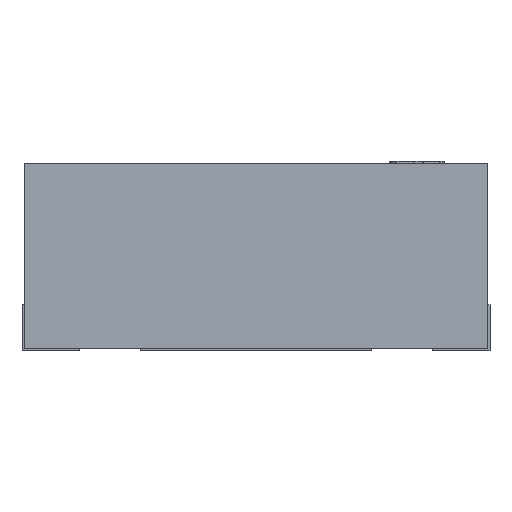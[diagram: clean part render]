
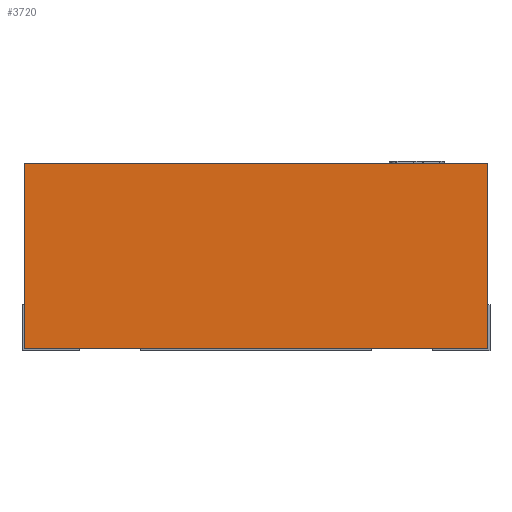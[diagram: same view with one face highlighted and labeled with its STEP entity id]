
A CAD part, front view. The second image highlights one B-rep face of the part: STEP entity #3720.
In plain terms, the highlighted planar face has unit normal (0, -1, 0).
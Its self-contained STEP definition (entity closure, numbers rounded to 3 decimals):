
#212 = CARTESIAN_POINT ( 'NONE',  ( -1., -1., 0.81 ) ) ;
#324 = VECTOR ( 'NONE', #5241, 1000. ) ;
#544 = CARTESIAN_POINT ( 'NONE',  ( 1., -1., 0.81 ) ) ;
#1198 = DIRECTION ( 'NONE',  ( 0., 0., -1. ) ) ;
#1811 = DIRECTION ( 'NONE',  ( 0., 0., 1. ) ) ;
#2111 = EDGE_CURVE ( 'NONE', #6312, #5339, #6445, .T. ) ;
#2306 = CARTESIAN_POINT ( 'NONE',  ( 1., -1., 0.81 ) ) ;
#2521 = EDGE_CURVE ( 'NONE', #13939, #5339, #12603, .T. ) ;
#2789 = CARTESIAN_POINT ( 'NONE',  ( -1., -1., 0.81 ) ) ;
#2796 = EDGE_LOOP ( 'NONE', ( #3824, #13575, #14116, #6491 ) ) ;
#3036 = FACE_OUTER_BOUND ( 'NONE', #2796, .T. ) ;
#3098 = AXIS2_PLACEMENT_3D ( 'NONE', #2789, #10378, #1811 ) ;
#3720 = ADVANCED_FACE ( 'NONE', ( #3036 ), #15129, .F. ) ;
#3824 = ORIENTED_EDGE ( 'NONE', *, *, #2111, .T. ) ;
#3946 = CARTESIAN_POINT ( 'NONE',  ( -1., -1., 0.01 ) ) ;
#4061 = CARTESIAN_POINT ( 'NONE',  ( -1., -1., 0.01 ) ) ;
#5241 = DIRECTION ( 'NONE',  ( 0., 0., -1. ) ) ;
#5339 = VERTEX_POINT ( 'NONE', #8706 ) ;
#6312 = VERTEX_POINT ( 'NONE', #4061 ) ;
#6445 = LINE ( 'NONE', #3946, #6773 ) ;
#6491 = ORIENTED_EDGE ( 'NONE', *, *, #11075, .T. ) ;
#6773 = VECTOR ( 'NONE', #15037, 1000. ) ;
#7263 = CARTESIAN_POINT ( 'NONE',  ( -1., -1., 0.81 ) ) ;
#8706 = CARTESIAN_POINT ( 'NONE',  ( 1., -1., 0.01 ) ) ;
#9954 = LINE ( 'NONE', #14769, #10436 ) ;
#10378 = DIRECTION ( 'NONE',  ( 0., 1., 0. ) ) ;
#10436 = VECTOR ( 'NONE', #14863, 1000. ) ;
#10591 = EDGE_CURVE ( 'NONE', #14590, #13939, #9954, .T. ) ;
#11075 = EDGE_CURVE ( 'NONE', #14590, #6312, #14660, .T. ) ;
#11455 = VECTOR ( 'NONE', #1198, 1000. ) ;
#12603 = LINE ( 'NONE', #544, #324 ) ;
#13575 = ORIENTED_EDGE ( 'NONE', *, *, #2521, .F. ) ;
#13939 = VERTEX_POINT ( 'NONE', #2306 ) ;
#14116 = ORIENTED_EDGE ( 'NONE', *, *, #10591, .F. ) ;
#14590 = VERTEX_POINT ( 'NONE', #212 ) ;
#14660 = LINE ( 'NONE', #7263, #11455 ) ;
#14769 = CARTESIAN_POINT ( 'NONE',  ( -1., -1., 0.81 ) ) ;
#14863 = DIRECTION ( 'NONE',  ( 1., 0., 0. ) ) ;
#15037 = DIRECTION ( 'NONE',  ( 1., 0., 0. ) ) ;
#15129 = PLANE ( 'NONE',  #3098 ) ;
